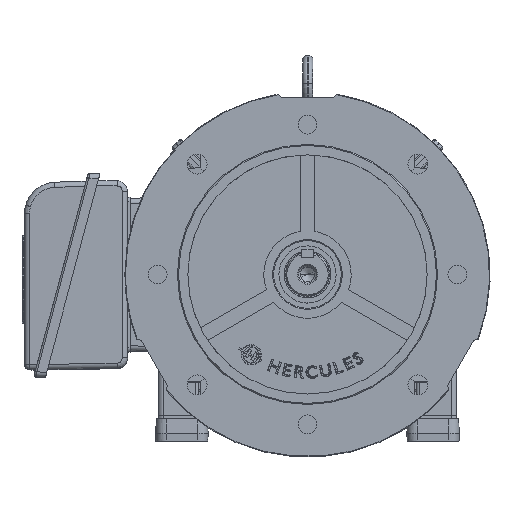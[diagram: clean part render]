
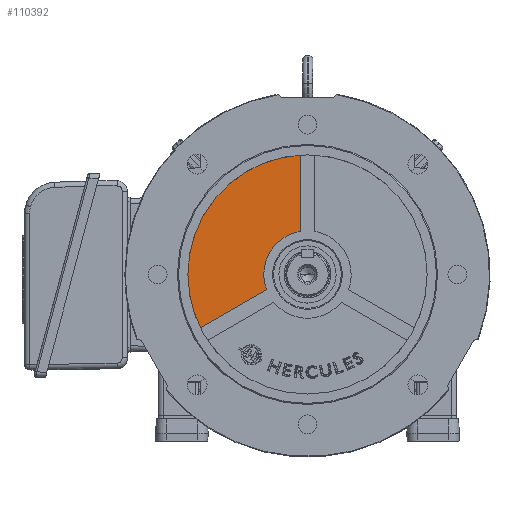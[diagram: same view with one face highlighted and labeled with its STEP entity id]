
A CAD part, top view. The second image highlights one B-rep face of the part: STEP entity #110392.
In plain terms, the highlighted face is planar.
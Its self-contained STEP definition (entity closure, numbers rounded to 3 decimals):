
#2210 = CIRCLE ( 'NONE', #118035, 42. ) ;
#7949 = AXIS2_PLACEMENT_3D ( 'NONE', #55710, #15637, #105575 ) ;
#10821 = VECTOR ( 'NONE', #67576, 1000. ) ;
#12882 = EDGE_CURVE ( 'NONE', #111798, #73804, #36544, .T. ) ;
#14392 = CARTESIAN_POINT ( 'NONE',  ( -6., 0., -115. ) ) ;
#15637 = DIRECTION ( 'NONE',  ( -1., 0., 0. ) ) ;
#17020 = EDGE_CURVE ( 'NONE', #111798, #32781, #126593, .T. ) ;
#23630 = VERTEX_POINT ( 'NONE', #113497 ) ;
#23832 = AXIS2_PLACEMENT_3D ( 'NONE', #59547, #69250, #117911 ) ;
#27720 = DIRECTION ( 'NONE',  ( 0., 1., 0. ) ) ;
#29247 = VERTEX_POINT ( 'NONE', #33084 ) ;
#29402 = ORIENTED_EDGE ( 'NONE', *, *, #126158, .F. ) ;
#31352 = CARTESIAN_POINT ( 'NONE',  ( -6., 114.787, -7. ) ) ;
#32781 = VERTEX_POINT ( 'NONE', #59618 ) ;
#33084 = CARTESIAN_POINT ( 'NONE',  ( -6., 0., -42. ) ) ;
#33370 = ORIENTED_EDGE ( 'NONE', *, *, #17020, .T. ) ;
#36544 = CIRCLE ( 'NONE', #38684, 115. ) ;
#38684 = AXIS2_PLACEMENT_3D ( 'NONE', #73523, #112431, #111796 ) ;
#44762 = FACE_OUTER_BOUND ( 'NONE', #70047, .T. ) ;
#46942 = CARTESIAN_POINT ( 'NONE',  ( -6., -53.836, -107.246 ) ) ;
#50458 = CARTESIAN_POINT ( 'NONE',  ( -6., 0., 0. ) ) ;
#52544 = VECTOR ( 'NONE', #27720, 1000. ) ;
#55710 = CARTESIAN_POINT ( 'NONE',  ( -6., 115., 0. ) ) ;
#55889 = DIRECTION ( 'NONE',  ( 1., 0., 0. ) ) ;
#59547 = CARTESIAN_POINT ( 'NONE',  ( -6., 0., 0. ) ) ;
#59618 = CARTESIAN_POINT ( 'NONE',  ( -6., -14.644, -39.364 ) ) ;
#59693 = CARTESIAN_POINT ( 'NONE',  ( -6., -51.331, -102.908 ) ) ;
#60786 = DIRECTION ( 'NONE',  ( 0., 0., -1. ) ) ;
#65587 = CARTESIAN_POINT ( 'NONE',  ( -6., 0., 0. ) ) ;
#65830 = ORIENTED_EDGE ( 'NONE', *, *, #115182, .T. ) ;
#66191 = CIRCLE ( 'NONE', #80654, 42. ) ;
#67576 = DIRECTION ( 'NONE',  ( 0., 0.5, 0.866 ) ) ;
#69229 = CIRCLE ( 'NONE', #23832, 115. ) ;
#69250 = DIRECTION ( 'NONE',  ( 1., 0., 0. ) ) ;
#70047 = EDGE_LOOP ( 'NONE', ( #98454, #29402, #87121, #33370, #65830, #81304 ) ) ;
#73523 = CARTESIAN_POINT ( 'NONE',  ( -6., 0., 0. ) ) ;
#73804 = VERTEX_POINT ( 'NONE', #14392 ) ;
#74033 = DIRECTION ( 'NONE',  ( 0., 0., -1. ) ) ;
#76874 = CARTESIAN_POINT ( 'NONE',  ( -6., 34.293, -7. ) ) ;
#80654 = AXIS2_PLACEMENT_3D ( 'NONE', #65587, #55889, #74033 ) ;
#81304 = ORIENTED_EDGE ( 'NONE', *, *, #112645, .T. ) ;
#84704 = LINE ( 'NONE', #76874, #52544 ) ;
#87121 = ORIENTED_EDGE ( 'NONE', *, *, #12882, .F. ) ;
#89955 = DIRECTION ( 'NONE',  ( 1., 0., 0. ) ) ;
#95219 = PLANE ( 'NONE',  #7949 ) ;
#98454 = ORIENTED_EDGE ( 'NONE', *, *, #124994, .T. ) ;
#105575 = DIRECTION ( 'NONE',  ( 0., 0., 1. ) ) ;
#108895 = VERTEX_POINT ( 'NONE', #31352 ) ;
#110392 = ADVANCED_FACE ( 'NONE', ( #44762 ), #95219, .T. ) ;
#111796 = DIRECTION ( 'NONE',  ( 0., 0., -1. ) ) ;
#111798 = VERTEX_POINT ( 'NONE', #59693 ) ;
#112431 = DIRECTION ( 'NONE',  ( 1., 0., 0. ) ) ;
#112645 = EDGE_CURVE ( 'NONE', #29247, #23630, #66191, .T. ) ;
#113497 = CARTESIAN_POINT ( 'NONE',  ( -6., 41.413, -7. ) ) ;
#115182 = EDGE_CURVE ( 'NONE', #32781, #29247, #2210, .T. ) ;
#117911 = DIRECTION ( 'NONE',  ( 0., 0., -1. ) ) ;
#118035 = AXIS2_PLACEMENT_3D ( 'NONE', #50458, #89955, #60786 ) ;
#124994 = EDGE_CURVE ( 'NONE', #23630, #108895, #84704, .T. ) ;
#126158 = EDGE_CURVE ( 'NONE', #73804, #108895, #69229, .T. ) ;
#126593 = LINE ( 'NONE', #46942, #10821 ) ;
